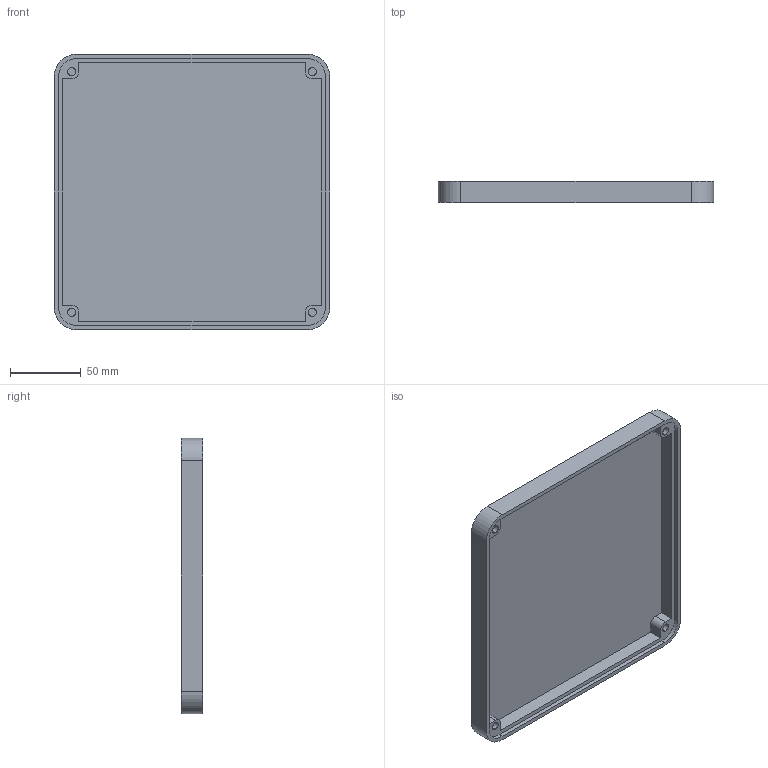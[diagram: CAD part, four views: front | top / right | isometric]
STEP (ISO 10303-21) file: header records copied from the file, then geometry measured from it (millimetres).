
FILE_DESCRIPTION (( 'STEP AP214' ), '1' );
FILE_NAME ('Generic_Body_NoText.STEP', '2024-11-02T22:21:38', ( '' ), ( '' ), 'SwSTEP 2.0', 'SolidWorks 2024', '' );
FILE_SCHEMA (( 'AUTOMOTIVE_DESIGN' ));
Length unit declared in the file: millimetre
Products named in the file (1): Generic_Body_NoText
Bounding box: 194.6 x 15 x 194.6 mm (x, y, z)
Volume: 128877.9 mm3; surface area: 96707.7 mm2
Topology: 1 solids, 1 shells, 48 faces, 120 edges, 80 vertices
Faces by surface type: plane 28, cylinder 20
Entity records: 1467 total; most frequent: DIRECTION 258, CARTESIAN_POINT 249, ORIENTED_EDGE 240, EDGE_CURVE 120, AXIS2_PLACEMENT_3D 89, LINE 80, VERTEX_POINT 80, VECTOR 80
